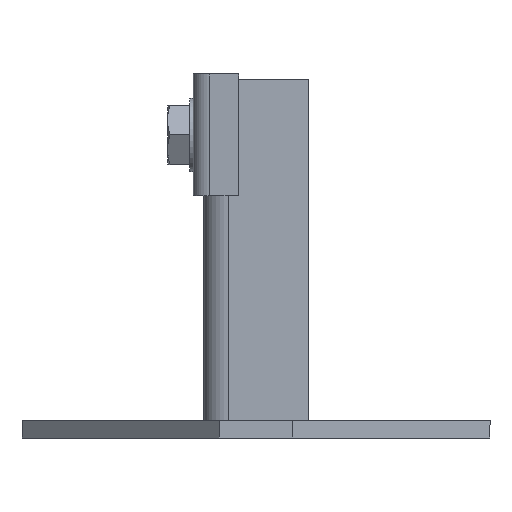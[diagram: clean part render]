
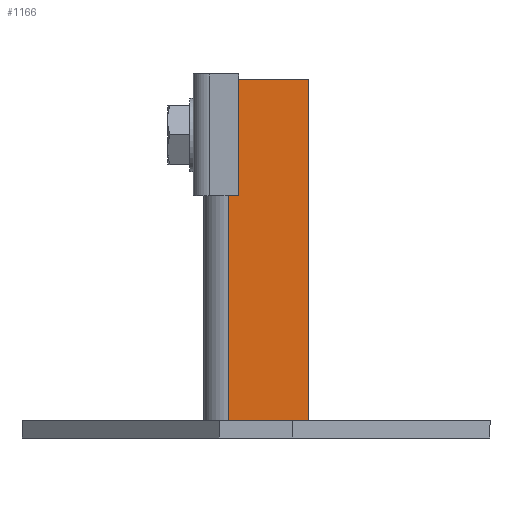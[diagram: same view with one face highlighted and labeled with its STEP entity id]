
A CAD part, left-side view. The second image highlights one B-rep face of the part: STEP entity #1166.
In plain terms, the highlighted planar face has unit normal (-1, 0, 0).
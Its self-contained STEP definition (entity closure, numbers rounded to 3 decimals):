
#64 = CARTESIAN_POINT ( 'NONE',  ( -17., -3., -50. ) ) ;
#146 = PLANE ( 'NONE',  #2295 ) ;
#300 = CARTESIAN_POINT ( 'NONE',  ( -17., -26., 50. ) ) ;
#388 = ORIENTED_EDGE ( 'NONE', *, *, #1335, .T. ) ;
#389 = LINE ( 'NONE', #1482, #2885 ) ;
#517 = VECTOR ( 'NONE', #3258, 1000. ) ;
#698 = ORIENTED_EDGE ( 'NONE', *, *, #2363, .F. ) ;
#875 = CARTESIAN_POINT ( 'NONE',  ( -17., -3., 50. ) ) ;
#942 = DIRECTION ( 'NONE',  ( 0., 1., 0. ) ) ;
#999 = ORIENTED_EDGE ( 'NONE', *, *, #1405, .T. ) ;
#1076 = CARTESIAN_POINT ( 'NONE',  ( -17., 0., -50. ) ) ;
#1166 = ADVANCED_FACE ( 'NONE', ( #1224 ), #146, .F. ) ;
#1224 = FACE_OUTER_BOUND ( 'NONE', #2866, .T. ) ;
#1282 = ORIENTED_EDGE ( 'NONE', *, *, #1651, .T. ) ;
#1284 = CARTESIAN_POINT ( 'NONE',  ( -17., -26., 0. ) ) ;
#1335 = EDGE_CURVE ( 'NONE', #1924, #3554, #3568, .T. ) ;
#1405 = EDGE_CURVE ( 'NONE', #2262, #3119, #389, .T. ) ;
#1482 = CARTESIAN_POINT ( 'NONE',  ( -17., 0., 50. ) ) ;
#1571 = DIRECTION ( 'NONE',  ( 0., 0., 1. ) ) ;
#1651 = EDGE_CURVE ( 'NONE', #3554, #2262, #2670, .T. ) ;
#1787 = VECTOR ( 'NONE', #3267, 1000. ) ;
#1924 = VERTEX_POINT ( 'NONE', #64 ) ;
#2262 = VERTEX_POINT ( 'NONE', #300 ) ;
#2295 = AXIS2_PLACEMENT_3D ( 'NONE', #3163, #2624, #3243 ) ;
#2363 = EDGE_CURVE ( 'NONE', #1924, #3119, #3403, .T. ) ;
#2422 = CARTESIAN_POINT ( 'NONE',  ( -17., -3., 50. ) ) ;
#2624 = DIRECTION ( 'NONE',  ( 1., 0., 0. ) ) ;
#2670 = LINE ( 'NONE', #1284, #1787 ) ;
#2765 = VECTOR ( 'NONE', #1571, 1000. ) ;
#2866 = EDGE_LOOP ( 'NONE', ( #698, #388, #1282, #999 ) ) ;
#2885 = VECTOR ( 'NONE', #942, 1000. ) ;
#2930 = CARTESIAN_POINT ( 'NONE',  ( -17., -26., -50. ) ) ;
#3119 = VERTEX_POINT ( 'NONE', #875 ) ;
#3163 = CARTESIAN_POINT ( 'NONE',  ( -17., 0., 0. ) ) ;
#3243 = DIRECTION ( 'NONE',  ( 0., 1., 0. ) ) ;
#3258 = DIRECTION ( 'NONE',  ( 0., -1., 0. ) ) ;
#3267 = DIRECTION ( 'NONE',  ( 0., 0., 1. ) ) ;
#3403 = LINE ( 'NONE', #2422, #2765 ) ;
#3554 = VERTEX_POINT ( 'NONE', #2930 ) ;
#3568 = LINE ( 'NONE', #1076, #517 ) ;
